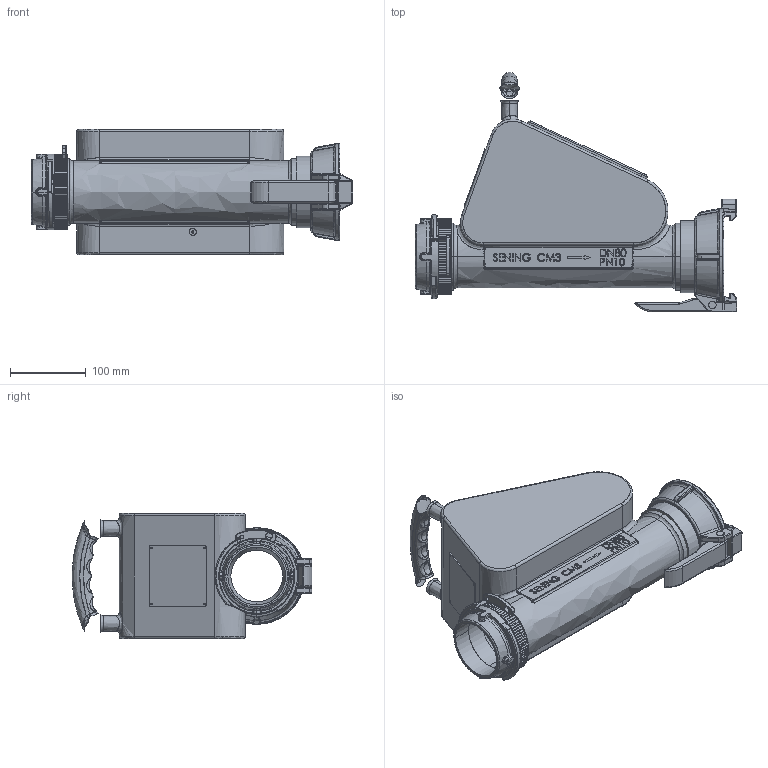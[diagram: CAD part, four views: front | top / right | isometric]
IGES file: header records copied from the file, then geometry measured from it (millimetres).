
Start section: SolidWorks IGES file using analytic representation for surfaces
Global section: file name: CM3_250223.IGS; native system: SolidWorks 2010; preprocessor: SolidWorks 2010; author: LarsenR; date: 121023.103907; units: millimetre
Bounding box: 423 x 315.5 x 165 mm (x, y, z)
Surface area: 395920.5 mm2 (no closed solid volume)
Topology: 0 solids, 0 shells, 1265 faces, 20130 edges, 20072 vertices
Faces by surface type: bspline 777, revolution 488
